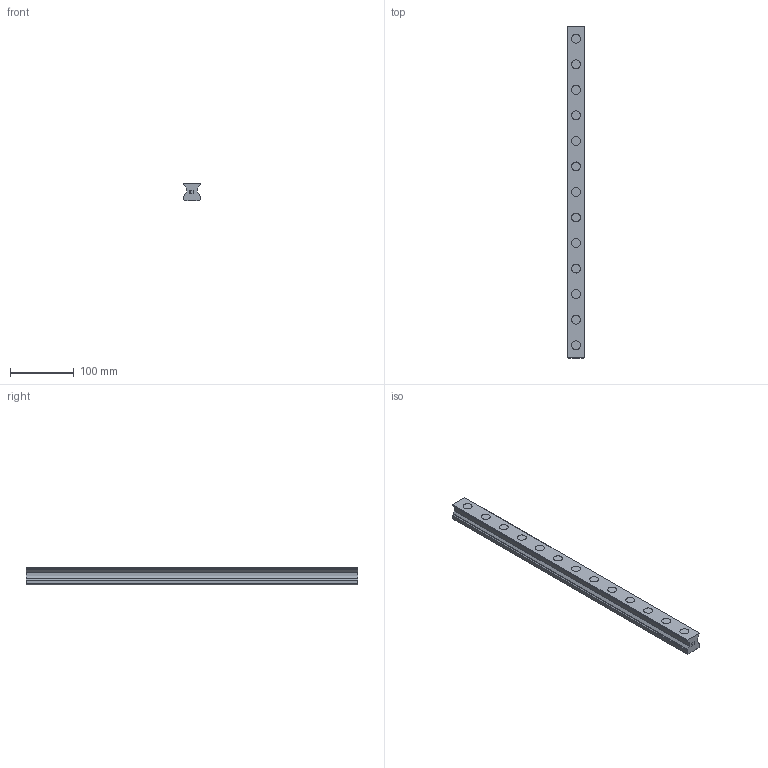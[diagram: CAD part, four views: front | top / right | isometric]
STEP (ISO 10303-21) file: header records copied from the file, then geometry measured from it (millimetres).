
FILE_DESCRIPTION(('STEP AP214'),'1');
FILE_NAME('cctmp_48EE833C-F0D6-48AE-83EA-74BE73354D5A_2021_03_11_14_17_46_0087..stp','2021-03-11T13:17:46',('HIWIN GmbH'),('CADClick - www.CADClick.com'),'Spatial InterOp 3D',' ','unknown authorization');
FILE_SCHEMA(('AUTOMOTIVE_DESIGN'));
Length unit declared in the file: millimetre
Products named in the file (1): RGR30R520H_FILE
Bounding box: 28 x 520 x 28 mm (x, y, z)
Volume: 298409.1 mm3; surface area: 78185.4 mm2
Topology: 1 solids, 1 shells, 232 faces, 561 edges, 374 vertices
Faces by surface type: plane 136, cylinder 96
Entity records: 8697 total; most frequent: DIRECTION 1219, CARTESIAN_POINT 1168, ORIENTED_EDGE 1122, EDGE_CURVE 561, AXIS2_PLACEMENT_3D 425, VERTEX_POINT 374, LINE 369, VECTOR 369
